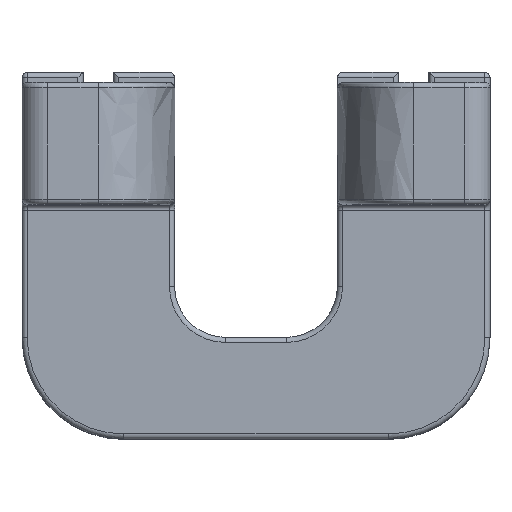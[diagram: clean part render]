
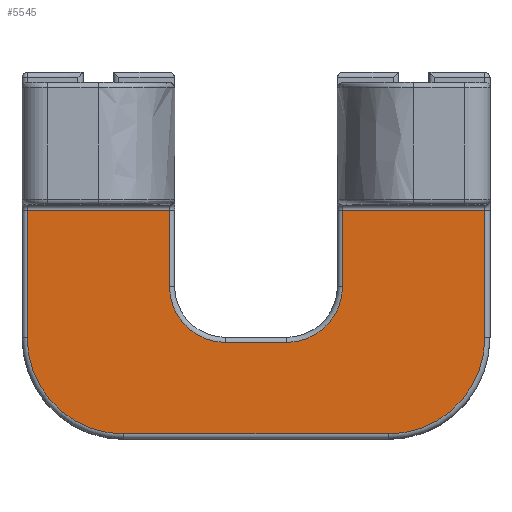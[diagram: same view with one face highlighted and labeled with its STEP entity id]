
A CAD part, top view. The second image highlights one B-rep face of the part: STEP entity #5545.
In plain terms, the highlighted planar face has unit normal (0, 0, 1).
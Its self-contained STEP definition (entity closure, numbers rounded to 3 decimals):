
#44 = VECTOR ( 'NONE', #3418, 1000. ) ;
#265 = EDGE_CURVE ( 'NONE', #4294, #1041, #2581, .T. ) ;
#339 = CARTESIAN_POINT ( 'NONE',  ( 13., -20.906, 25. ) ) ;
#414 = EDGE_CURVE ( 'NONE', #6853, #743, #4136, .T. ) ;
#421 = LINE ( 'NONE', #4896, #5738 ) ;
#473 = CARTESIAN_POINT ( 'NONE',  ( 8.5, -6.406, 25. ) ) ;
#587 = ORIENTED_EDGE ( 'NONE', *, *, #4687, .T. ) ;
#653 = EDGE_CURVE ( 'NONE', #766, #3059, #1086, .T. ) ;
#743 = VERTEX_POINT ( 'NONE', #4092 ) ;
#766 = VERTEX_POINT ( 'NONE', #2964 ) ;
#823 = VECTOR ( 'NONE', #2122, 1000. ) ;
#854 = CARTESIAN_POINT ( 'NONE',  ( -13., -11.406, 25. ) ) ;
#883 = CARTESIAN_POINT ( 'NONE',  ( -8.5, 1.094, 25. ) ) ;
#1000 = VERTEX_POINT ( 'NONE', #5818 ) ;
#1041 = VERTEX_POINT ( 'NONE', #4875 ) ;
#1086 = LINE ( 'NONE', #5019, #44 ) ;
#1160 = CARTESIAN_POINT ( 'NONE',  ( 22.5, -11.406, 25. ) ) ;
#1219 = CARTESIAN_POINT ( 'NONE',  ( 3., -11.906, 25. ) ) ;
#1250 = DIRECTION ( 'NONE',  ( -1., 0., 0. ) ) ;
#1263 = ORIENTED_EDGE ( 'NONE', *, *, #7190, .T. ) ;
#1430 = VECTOR ( 'NONE', #7315, 1000. ) ;
#1431 = EDGE_CURVE ( 'NONE', #3310, #1743, #7021, .T. ) ;
#1455 = LINE ( 'NONE', #2686, #823 ) ;
#1531 = EDGE_CURVE ( 'NONE', #1041, #6853, #3297, .T. ) ;
#1622 = CARTESIAN_POINT ( 'NONE',  ( -3., -6.406, 25. ) ) ;
#1669 = VECTOR ( 'NONE', #3896, 1000. ) ;
#1743 = VERTEX_POINT ( 'NONE', #1219 ) ;
#1816 = AXIS2_PLACEMENT_3D ( 'NONE', #854, #5908, #2011 ) ;
#1935 = ORIENTED_EDGE ( 'NONE', *, *, #265, .T. ) ;
#2007 = CARTESIAN_POINT ( 'NONE',  ( 3., -6.406, 25. ) ) ;
#2011 = DIRECTION ( 'NONE',  ( -1., 0., 0. ) ) ;
#2122 = DIRECTION ( 'NONE',  ( -1., 0., 0. ) ) ;
#2243 = CARTESIAN_POINT ( 'NONE',  ( -22.5, -11.406, 25. ) ) ;
#2325 = ORIENTED_EDGE ( 'NONE', *, *, #414, .T. ) ;
#2581 = CIRCLE ( 'NONE', #5092, 5.5 ) ;
#2634 = AXIS2_PLACEMENT_3D ( 'NONE', #4825, #5229, #3058 ) ;
#2686 = CARTESIAN_POINT ( 'NONE',  ( 0., -11.906, 25. ) ) ;
#2688 = DIRECTION ( 'NONE',  ( 0., -1., 0. ) ) ;
#2811 = LINE ( 'NONE', #4497, #1669 ) ;
#2949 = LINE ( 'NONE', #4600, #3242 ) ;
#2964 = CARTESIAN_POINT ( 'NONE',  ( 22.5, 1.094, 25. ) ) ;
#3058 = DIRECTION ( 'NONE',  ( -1., 0., 0. ) ) ;
#3059 = VERTEX_POINT ( 'NONE', #6736 ) ;
#3177 = DIRECTION ( 'NONE',  ( 0., 0., -1. ) ) ;
#3242 = VECTOR ( 'NONE', #5226, 1000. ) ;
#3259 = DIRECTION ( 'NONE',  ( -1., 0., 0. ) ) ;
#3297 = LINE ( 'NONE', #5050, #5246 ) ;
#3310 = VERTEX_POINT ( 'NONE', #473 ) ;
#3361 = CIRCLE ( 'NONE', #4558, 9.5 ) ;
#3418 = DIRECTION ( 'NONE',  ( -1., 0., 0. ) ) ;
#3523 = EDGE_LOOP ( 'NONE', ( #7218, #1263, #7378, #6025, #7267, #6296, #6180, #3573, #587, #1935, #4155, #2325 ) ) ;
#3573 = ORIENTED_EDGE ( 'NONE', *, *, #1431, .T. ) ;
#3866 = CARTESIAN_POINT ( 'NONE',  ( 0., -20.906, 25. ) ) ;
#3896 = DIRECTION ( 'NONE',  ( 0., 1., 0. ) ) ;
#4092 = CARTESIAN_POINT ( 'NONE',  ( -22.5, 1.094, 25. ) ) ;
#4136 = LINE ( 'NONE', #7006, #5220 ) ;
#4155 = ORIENTED_EDGE ( 'NONE', *, *, #1531, .T. ) ;
#4294 = VERTEX_POINT ( 'NONE', #6901 ) ;
#4459 = EDGE_CURVE ( 'NONE', #6918, #766, #2811, .T. ) ;
#4497 = CARTESIAN_POINT ( 'NONE',  ( 22.5, 0., 25. ) ) ;
#4558 = AXIS2_PLACEMENT_3D ( 'NONE', #7253, #6689, #5451 ) ;
#4600 = CARTESIAN_POINT ( 'NONE',  ( -22.5, 0., 25. ) ) ;
#4687 = EDGE_CURVE ( 'NONE', #1743, #4294, #1455, .T. ) ;
#4825 = CARTESIAN_POINT ( 'NONE',  ( 0., 0., 25. ) ) ;
#4875 = CARTESIAN_POINT ( 'NONE',  ( -8.5, -6.406, 25. ) ) ;
#4896 = CARTESIAN_POINT ( 'NONE',  ( 8.5, 0., 25. ) ) ;
#5012 = VERTEX_POINT ( 'NONE', #339 ) ;
#5019 = CARTESIAN_POINT ( 'NONE',  ( 0., 1.094, 25. ) ) ;
#5021 = LINE ( 'NONE', #3866, #1430 ) ;
#5050 = CARTESIAN_POINT ( 'NONE',  ( -8.5, 0., 25. ) ) ;
#5092 = AXIS2_PLACEMENT_3D ( 'NONE', #1622, #5101, #6184 ) ;
#5101 = DIRECTION ( 'NONE',  ( 0., 0., -1. ) ) ;
#5143 = EDGE_CURVE ( 'NONE', #1000, #5012, #5021, .T. ) ;
#5220 = VECTOR ( 'NONE', #1250, 1000. ) ;
#5226 = DIRECTION ( 'NONE',  ( 0., -1., 0. ) ) ;
#5229 = DIRECTION ( 'NONE',  ( 0., 0., -1. ) ) ;
#5246 = VECTOR ( 'NONE', #5570, 1000. ) ;
#5265 = PLANE ( 'NONE',  #2634 ) ;
#5367 = EDGE_CURVE ( 'NONE', #5012, #6918, #3361, .T. ) ;
#5403 = EDGE_CURVE ( 'NONE', #3059, #3310, #421, .T. ) ;
#5451 = DIRECTION ( 'NONE',  ( -1., 0., 0. ) ) ;
#5545 = ADVANCED_FACE ( 'NONE', ( #7089 ), #5265, .F. ) ;
#5570 = DIRECTION ( 'NONE',  ( 0., 1., 0. ) ) ;
#5587 = AXIS2_PLACEMENT_3D ( 'NONE', #2007, #3177, #3259 ) ;
#5738 = VECTOR ( 'NONE', #2688, 1000. ) ;
#5818 = CARTESIAN_POINT ( 'NONE',  ( -13., -20.906, 25. ) ) ;
#5908 = DIRECTION ( 'NONE',  ( 0., 0., 1. ) ) ;
#6025 = ORIENTED_EDGE ( 'NONE', *, *, #5367, .T. ) ;
#6084 = EDGE_CURVE ( 'NONE', #743, #7314, #2949, .T. ) ;
#6180 = ORIENTED_EDGE ( 'NONE', *, *, #5403, .T. ) ;
#6184 = DIRECTION ( 'NONE',  ( -1., 0., 0. ) ) ;
#6296 = ORIENTED_EDGE ( 'NONE', *, *, #653, .T. ) ;
#6689 = DIRECTION ( 'NONE',  ( 0., 0., 1. ) ) ;
#6711 = CIRCLE ( 'NONE', #1816, 9.5 ) ;
#6736 = CARTESIAN_POINT ( 'NONE',  ( 8.5, 1.094, 25. ) ) ;
#6853 = VERTEX_POINT ( 'NONE', #883 ) ;
#6901 = CARTESIAN_POINT ( 'NONE',  ( -3., -11.906, 25. ) ) ;
#6918 = VERTEX_POINT ( 'NONE', #1160 ) ;
#7006 = CARTESIAN_POINT ( 'NONE',  ( -23., 1.094, 25. ) ) ;
#7021 = CIRCLE ( 'NONE', #5587, 5.5 ) ;
#7089 = FACE_OUTER_BOUND ( 'NONE', #3523, .T. ) ;
#7190 = EDGE_CURVE ( 'NONE', #7314, #1000, #6711, .T. ) ;
#7218 = ORIENTED_EDGE ( 'NONE', *, *, #6084, .T. ) ;
#7253 = CARTESIAN_POINT ( 'NONE',  ( 13., -11.406, 25. ) ) ;
#7267 = ORIENTED_EDGE ( 'NONE', *, *, #4459, .T. ) ;
#7314 = VERTEX_POINT ( 'NONE', #2243 ) ;
#7315 = DIRECTION ( 'NONE',  ( 1., 0., 0. ) ) ;
#7378 = ORIENTED_EDGE ( 'NONE', *, *, #5143, .T. ) ;
